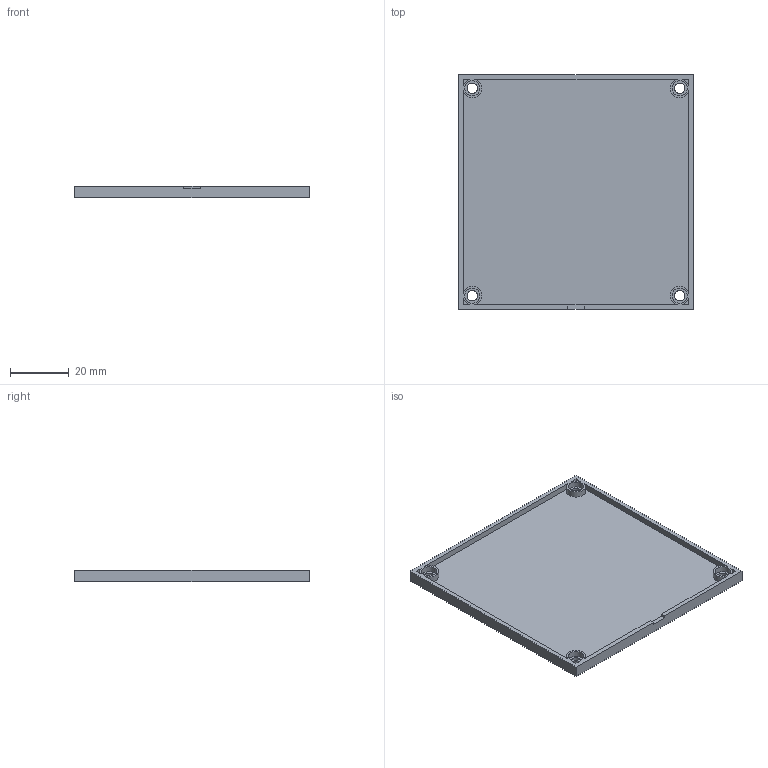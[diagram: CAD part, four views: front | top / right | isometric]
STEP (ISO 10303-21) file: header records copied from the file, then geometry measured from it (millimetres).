
FILE_DESCRIPTION(/* description */ (''),/* implementation_level */ '2;1');
FILE_NAME(/* name */ '',/* time_stamp */ '2023-09-25T23:35:21+08:00',/* author */ (''),/* organization */ (''),/* preprocessor_version */ 'ST-DEVELOPER v20',/* originating_system */ 'Autodesk Translation Framework v12.14.0.127',/* authorisation */ '');
FILE_SCHEMA (('AUTOMOTIVE_DESIGN { 1 0 10303 214 3 1 1 }'));
Length unit declared in the file: millimetre
Products named in the file (1): Fusion 零部件
Bounding box: 80 x 80 x 4 mm (x, y, z)
Volume: 13119 mm3; surface area: 14998 mm2
Topology: 1 solids, 1 shells, 54 faces, 120 edges, 80 vertices
Faces by surface type: plane 34, cylinder 20
Full cylindrical faces by diameter (mm): 3.5 x4, 5.15 x4, 5.5 x4
Entity records: 1560 total; most frequent: DIRECTION 270, CARTESIAN_POINT 255, ORIENTED_EDGE 240, EDGE_CURVE 120, AXIS2_PLACEMENT_3D 95, LINE 80, VECTOR 80, VERTEX_POINT 80
